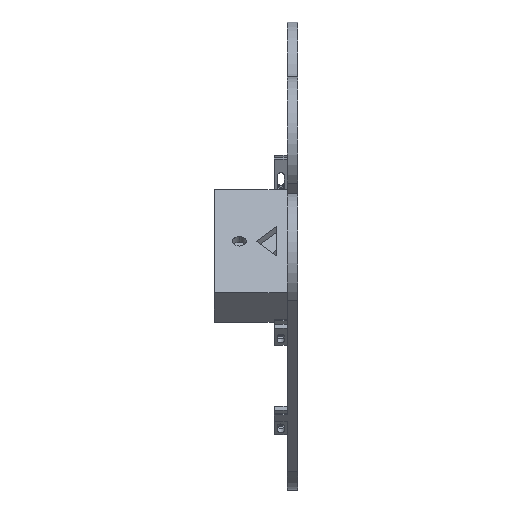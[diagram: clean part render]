
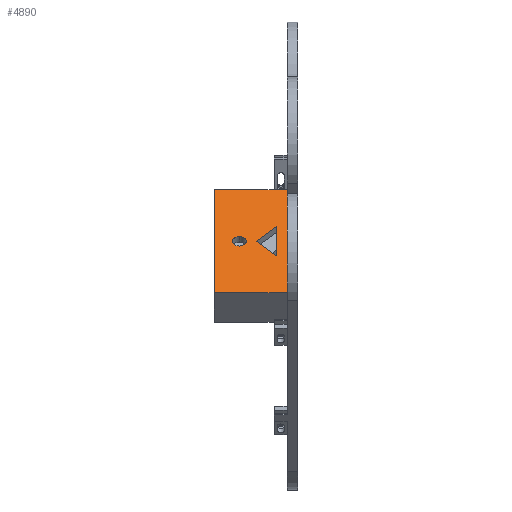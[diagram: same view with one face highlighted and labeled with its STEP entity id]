
A CAD part, left-side view. The second image highlights one B-rep face of the part: STEP entity #4890.
In plain terms, the highlighted planar face has unit normal (-0.707, 0, 0.707).
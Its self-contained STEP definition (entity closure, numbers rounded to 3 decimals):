
#136 = CARTESIAN_POINT ( 'NONE',  ( -31.82, 40., -17.678 ) ) ;
#225 = EDGE_LOOP ( 'NONE', ( #1224, #1539 ) ) ;
#235 = VERTEX_POINT ( 'NONE', #3736 ) ;
#316 = ORIENTED_EDGE ( 'NONE', *, *, #3370, .T. ) ;
#443 = EDGE_CURVE ( 'NONE', #1134, #2177, #2814, .T. ) ;
#685 = DIRECTION ( 'NONE',  ( -0.707, 0., -0.707 ) ) ;
#691 = VERTEX_POINT ( 'NONE', #3434 ) ;
#722 = EDGE_CURVE ( 'NONE', #744, #4534, #4426, .T. ) ;
#744 = VERTEX_POINT ( 'NONE', #5081 ) ;
#763 = ORIENTED_EDGE ( 'NONE', *, *, #3252, .F. ) ;
#873 = DIRECTION ( 'NONE',  ( 0., -1., 0. ) ) ;
#896 = CARTESIAN_POINT ( 'NONE',  ( 17.678, 40., 31.82 ) ) ;
#904 = DIRECTION ( 'NONE',  ( 0.707, 0., -0.707 ) ) ;
#950 = LINE ( 'NONE', #4784, #1546 ) ;
#987 = CARTESIAN_POINT ( 'NONE',  ( 17.678, 40., 31.82 ) ) ;
#1031 = CARTESIAN_POINT ( 'NONE',  ( -12.374, 12.5, 1.768 ) ) ;
#1089 = AXIS2_PLACEMENT_3D ( 'NONE', #136, #3022, #3384 ) ;
#1102 = DIRECTION ( 'NONE',  ( 0., -1., 0. ) ) ;
#1104 = EDGE_CURVE ( 'NONE', #1591, #235, #4816, .T. ) ;
#1134 = VERTEX_POINT ( 'NONE', #2103 ) ;
#1224 = ORIENTED_EDGE ( 'NONE', *, *, #3106, .T. ) ;
#1277 = CARTESIAN_POINT ( 'NONE',  ( -7.071, 28., 7.071 ) ) ;
#1469 = VECTOR ( 'NONE', #5187, 1000. ) ;
#1539 = ORIENTED_EDGE ( 'NONE', *, *, #1104, .T. ) ;
#1546 = VECTOR ( 'NONE', #1102, 1000. ) ;
#1591 = VERTEX_POINT ( 'NONE', #5007 ) ;
#1659 = CARTESIAN_POINT ( 'NONE',  ( -31.82, 5., -17.678 ) ) ;
#1698 = VECTOR ( 'NONE', #873, 1000. ) ;
#1707 = CARTESIAN_POINT ( 'NONE',  ( -7.071, 20., 7.071 ) ) ;
#1719 = CARTESIAN_POINT ( 'NONE',  ( 0., 10., 14.142 ) ) ;
#1819 = LINE ( 'NONE', #3900, #4280 ) ;
#1850 = DIRECTION ( 'NONE',  ( 0.707, 0., 0.707 ) ) ;
#1927 = EDGE_CURVE ( 'NONE', #744, #4824, #950, .T. ) ;
#1951 = LINE ( 'NONE', #896, #1698 ) ;
#2041 = CARTESIAN_POINT ( 'NONE',  ( -31.82, 10., -17.678 ) ) ;
#2103 = CARTESIAN_POINT ( 'NONE',  ( -14.142, 10., 0. ) ) ;
#2115 = CARTESIAN_POINT ( 'NONE',  ( -26.517, 47.5, -12.374 ) ) ;
#2177 = VERTEX_POINT ( 'NONE', #1707 ) ;
#2220 = EDGE_LOOP ( 'NONE', ( #4137, #316, #3368 ) ) ;
#2717 = LINE ( 'NONE', #2041, #4407 ) ;
#2763 = DIRECTION ( 'NONE',  ( 0.707, 0., -0.707 ) ) ;
#2806 = ORIENTED_EDGE ( 'NONE', *, *, #1927, .T. ) ;
#2814 = LINE ( 'NONE', #1031, #1469 ) ;
#2838 = EDGE_LOOP ( 'NONE', ( #2947, #763, #5117, #2806 ) ) ;
#2947 = ORIENTED_EDGE ( 'NONE', *, *, #3475, .T. ) ;
#2986 = PLANE ( 'NONE',  #1089 ) ;
#3019 = CARTESIAN_POINT ( 'NONE',  ( -31.82, 40., -17.678 ) ) ;
#3022 = DIRECTION ( 'NONE',  ( 0.707, 0., -0.707 ) ) ;
#3106 = EDGE_CURVE ( 'NONE', #235, #1591, #4749, .T. ) ;
#3158 = CARTESIAN_POINT ( 'NONE',  ( -7.071, 28., 7.071 ) ) ;
#3174 = DIRECTION ( 'NONE',  ( -0.707, 0., -0.707 ) ) ;
#3252 = EDGE_CURVE ( 'NONE', #4534, #691, #1951, .T. ) ;
#3328 = DIRECTION ( 'NONE',  ( 0.5, -0.707, 0.5 ) ) ;
#3368 = ORIENTED_EDGE ( 'NONE', *, *, #4634, .T. ) ;
#3370 = EDGE_CURVE ( 'NONE', #2177, #3742, #4218, .T. ) ;
#3384 = DIRECTION ( 'NONE',  ( -0.707, 0., -0.707 ) ) ;
#3434 = CARTESIAN_POINT ( 'NONE',  ( 17.678, 5., 31.82 ) ) ;
#3475 = EDGE_CURVE ( 'NONE', #4824, #691, #1819, .T. ) ;
#3685 = AXIS2_PLACEMENT_3D ( 'NONE', #1277, #904, #4212 ) ;
#3736 = CARTESIAN_POINT ( 'NONE',  ( -9.369, 28., 4.773 ) ) ;
#3742 = VERTEX_POINT ( 'NONE', #1719 ) ;
#3746 = FACE_OUTER_BOUND ( 'NONE', #2838, .T. ) ;
#3755 = VECTOR ( 'NONE', #3328, 1000. ) ;
#3855 = DIRECTION ( 'NONE',  ( 0.707, 0., 0.707 ) ) ;
#3900 = CARTESIAN_POINT ( 'NONE',  ( -31.82, 5., -17.678 ) ) ;
#4137 = ORIENTED_EDGE ( 'NONE', *, *, #443, .T. ) ;
#4212 = DIRECTION ( 'NONE',  ( -0.707, 0., -0.707 ) ) ;
#4218 = LINE ( 'NONE', #2115, #3755 ) ;
#4280 = VECTOR ( 'NONE', #1850, 1000. ) ;
#4407 = VECTOR ( 'NONE', #3174, 1000. ) ;
#4426 = LINE ( 'NONE', #3019, #4487 ) ;
#4487 = VECTOR ( 'NONE', #3855, 1000. ) ;
#4534 = VERTEX_POINT ( 'NONE', #987 ) ;
#4634 = EDGE_CURVE ( 'NONE', #3742, #1134, #2717, .T. ) ;
#4749 = CIRCLE ( 'NONE', #5326, 3.25 ) ;
#4784 = CARTESIAN_POINT ( 'NONE',  ( -31.82, 40., -17.678 ) ) ;
#4816 = CIRCLE ( 'NONE', #3685, 3.25 ) ;
#4824 = VERTEX_POINT ( 'NONE', #1659 ) ;
#4890 = ADVANCED_FACE ( 'NONE', ( #4997, #5192, #3746 ), #2986, .F. ) ;
#4997 = FACE_BOUND ( 'NONE', #2220, .T. ) ;
#5007 = CARTESIAN_POINT ( 'NONE',  ( -4.773, 28., 9.369 ) ) ;
#5081 = CARTESIAN_POINT ( 'NONE',  ( -31.82, 40., -17.678 ) ) ;
#5117 = ORIENTED_EDGE ( 'NONE', *, *, #722, .F. ) ;
#5187 = DIRECTION ( 'NONE',  ( 0.5, 0.707, 0.5 ) ) ;
#5192 = FACE_BOUND ( 'NONE', #225, .T. ) ;
#5326 = AXIS2_PLACEMENT_3D ( 'NONE', #3158, #2763, #685 ) ;
